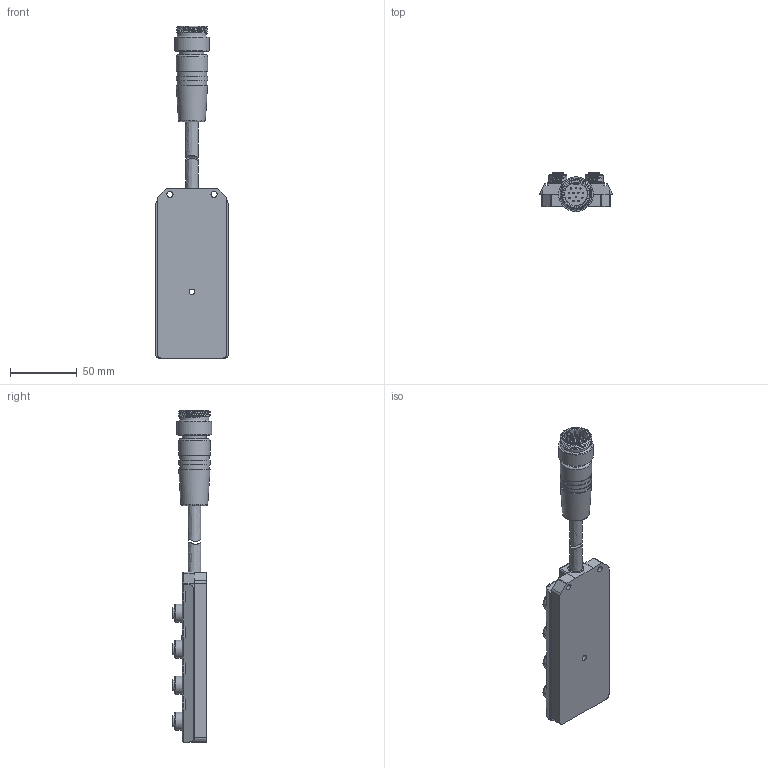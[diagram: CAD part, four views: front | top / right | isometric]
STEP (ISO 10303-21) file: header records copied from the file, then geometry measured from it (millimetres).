
FILE_DESCRIPTION( ('This file contains a STEP AP42 implementation' ,'as created by ZW3D STEP Interface translator.') ,'2;1' );
FILE_NAME( 'DSTR8-5-4XX-P121.stp' ,'211221.153357', (''), ('ZWCAD Software Co.'), 'Version 1.0', 'ZW3D to STEP translator', '' );
FILE_SCHEMA(('AUTOMOTIVE_DESIGN'));
Length unit declared in the file: millimetre
Products named in the file (2): 0; DSTR8-5-4XX-P121
Bounding box: 54 x 29.48 x 248.52 mm (x, y, z)
Volume: 145373.7 mm3; surface area: 40304.4 mm2
Topology: 2 solids, 2 shells, 1178 faces, 2998 edges, 2001 vertices
Faces by surface type: bspline 1178
Entity records: 54896 total; most frequent: CARTESIAN_POINT 35652, ORIENTED_EDGE 5954, EDGE_CURVE 2977, B_SPLINE_CURVE_WITH_KNOTS 2387, VERTEX_POINT 2001, EDGE_LOOP 1382, FACE_OUTER_BOUND 1178, ADVANCED_FACE 1178
